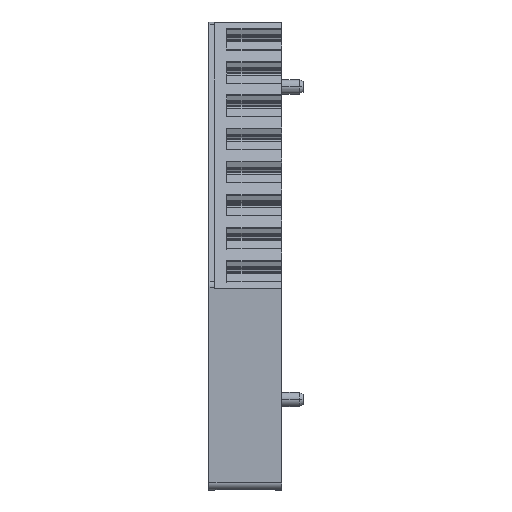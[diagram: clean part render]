
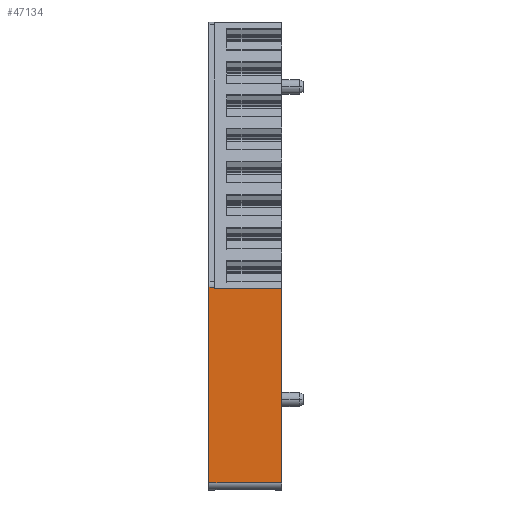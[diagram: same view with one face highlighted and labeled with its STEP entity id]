
A CAD part, front view. The second image highlights one B-rep face of the part: STEP entity #47134.
In plain terms, the highlighted planar face has unit normal (0, -1, 0).
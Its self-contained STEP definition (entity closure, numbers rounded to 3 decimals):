
#47119=AXIS2_PLACEMENT_3D('Plane Axis2P3D',#47116,#47117,#47118) ;
#4029=CARTESIAN_POINT('Vertex',(0.,0.,28.397)) ;
#4032=CARTESIAN_POINT('Line Origine',(5.1,0.,28.397)) ;
#4036=CARTESIAN_POINT('Vertex',(0.8,0.,28.397)) ;
#8062=CARTESIAN_POINT('Line Origine',(0.8,0.,28.306)) ;
#8066=CARTESIAN_POINT('Vertex',(0.8,0.,28.215)) ;
#8193=CARTESIAN_POINT('Line Origine',(5.5,0.,28.215)) ;
#8197=CARTESIAN_POINT('Vertex',(10.2,0.,28.215)) ;
#46270=CARTESIAN_POINT('Vertex',(0.,0.,1.)) ;
#46273=CARTESIAN_POINT('Line Origine',(0.,0.,14.699)) ;
#46430=CARTESIAN_POINT('Line Origine',(10.2,0.,14.607)) ;
#46434=CARTESIAN_POINT('Vertex',(10.2,0.,1.)) ;
#47116=CARTESIAN_POINT('Axis2P3D Location',(0.,0.,28.9)) ;
#47121=CARTESIAN_POINT('Line Origine',(5.1,0.,1.)) ;
#4033=DIRECTION('Vector Direction',(-1.,0.,0.)) ;
#8063=DIRECTION('Vector Direction',(0.,0.,1.)) ;
#8194=DIRECTION('Vector Direction',(1.,0.,0.)) ;
#46274=DIRECTION('Vector Direction',(0.,0.,-1.)) ;
#46431=DIRECTION('Vector Direction',(0.,0.,-1.)) ;
#47117=DIRECTION('Axis2P3D Direction',(0.,-1.,0.)) ;
#47118=DIRECTION('Axis2P3D XDirection',(0.,0.,-1.)) ;
#47122=DIRECTION('Vector Direction',(1.,0.,0.)) ;
#4034=VECTOR('Line Direction',#4033,1.) ;
#8064=VECTOR('Line Direction',#8063,1.) ;
#8195=VECTOR('Line Direction',#8194,1.) ;
#46275=VECTOR('Line Direction',#46274,1.) ;
#46432=VECTOR('Line Direction',#46431,1.) ;
#47123=VECTOR('Line Direction',#47122,1.) ;
#47127=ORIENTED_EDGE('',*,*,#46436,.F.) ;
#47128=ORIENTED_EDGE('',*,*,#8199,.F.) ;
#47129=ORIENTED_EDGE('',*,*,#8068,.T.) ;
#47130=ORIENTED_EDGE('',*,*,#4038,.F.) ;
#47131=ORIENTED_EDGE('',*,*,#46277,.F.) ;
#47132=ORIENTED_EDGE('',*,*,#47125,.F.) ;
#47134=ADVANCED_FACE('BZT_PRV8-35X7,5',(#47133),#47120,.T.) ;
#4038=EDGE_CURVE('',#4030,#4037,#4035,.F.) ;
#8068=EDGE_CURVE('',#8067,#4037,#8065,.T.) ;
#8199=EDGE_CURVE('',#8067,#8198,#8196,.T.) ;
#46277=EDGE_CURVE('',#46271,#4030,#46276,.F.) ;
#46436=EDGE_CURVE('',#8198,#46435,#46433,.T.) ;
#47125=EDGE_CURVE('',#46435,#46271,#47124,.F.) ;
#47126=EDGE_LOOP('',(#47127,#47128,#47129,#47130,#47131,#47132)) ;
#47133=FACE_OUTER_BOUND('',#47126,.T.) ;
#4035=LINE('Line',#4032,#4034) ;
#8065=LINE('Line',#8062,#8064) ;
#8196=LINE('Line',#8193,#8195) ;
#46276=LINE('Line',#46273,#46275) ;
#46433=LINE('Line',#46430,#46432) ;
#47124=LINE('Line',#47121,#47123) ;
#47120=PLANE('',#47119) ;
#4030=VERTEX_POINT('',#4029) ;
#4037=VERTEX_POINT('',#4036) ;
#8067=VERTEX_POINT('',#8066) ;
#8198=VERTEX_POINT('',#8197) ;
#46271=VERTEX_POINT('',#46270) ;
#46435=VERTEX_POINT('',#46434) ;
